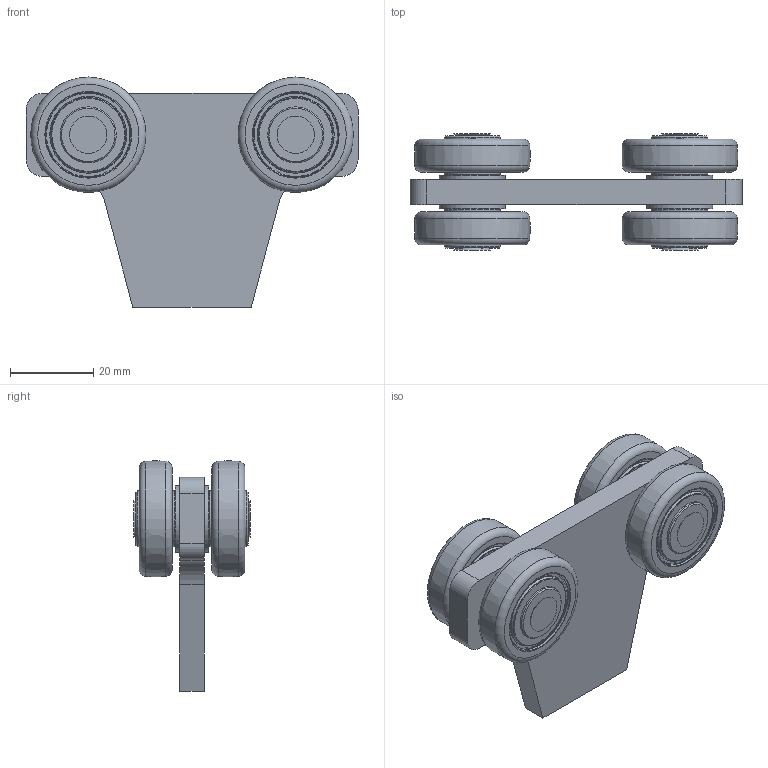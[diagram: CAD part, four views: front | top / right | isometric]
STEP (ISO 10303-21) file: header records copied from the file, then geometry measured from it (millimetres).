
FILE_DESCRIPTION(('STEP AP214'),'1');
FILE_NAME('PMH Åkvagn 1310S.stp','2013-08-13T11:19:24',(' '),(' '),'Spatial InterOp 3D',' ',' ');
FILE_SCHEMA(('automotive_design'));
Length unit declared in the file: millimetre
Products named in the file (24): PMH Profilskena akvagn 1310S; Part23; Part22; Part21; Part20; Part19; Part18; Part17; Part16; Part15; Part14; Part13; Part12; Part11; Part10; Part9; Part8; Part7; Part6; Part5; Part4; Part3; Part2; Part1
Assembly tree (23 placements, depth 2):
  PMH Profilskena akvagn 1310S
    Part23
    Part22
    Part21
    Part20
    Part19
    Part18
    Part17
    Part16
    Part15
    Part14
    Part13
    Part12
    Part11
    Part10
    Part9
    Part8
    Part7
    Part6
    Part5
    Part4
    Part3
    Part2
    Part1
Bounding box: 80 x 28 x 55.44 mm (x, y, z)
Volume: 37246.8 mm3; surface area: 28202.6 mm2
Topology: 23 solids, 23 shells, 268 faces, 593 edges, 403 vertices
Faces by surface type: plane 86, torus 72, cylinder 70, cone 36, bspline 4
Full cylindrical faces by diameter (mm): 7 x6, 7.2 x6, 13.5 x16, 16 x4, 19.6 x8, 20.5 x8, 20.9 x16
Entity records: 14351 total; most frequent: CARTESIAN_POINT 6894, DIRECTION 1070, ORIENTED_EDGE 652, AXIS2_PLACEMENT_3D 520, EDGE_LOOP 520, FACE_OUTER_BOUND 408, EDGE_CURVE 326, VERTEX_POINT 312
